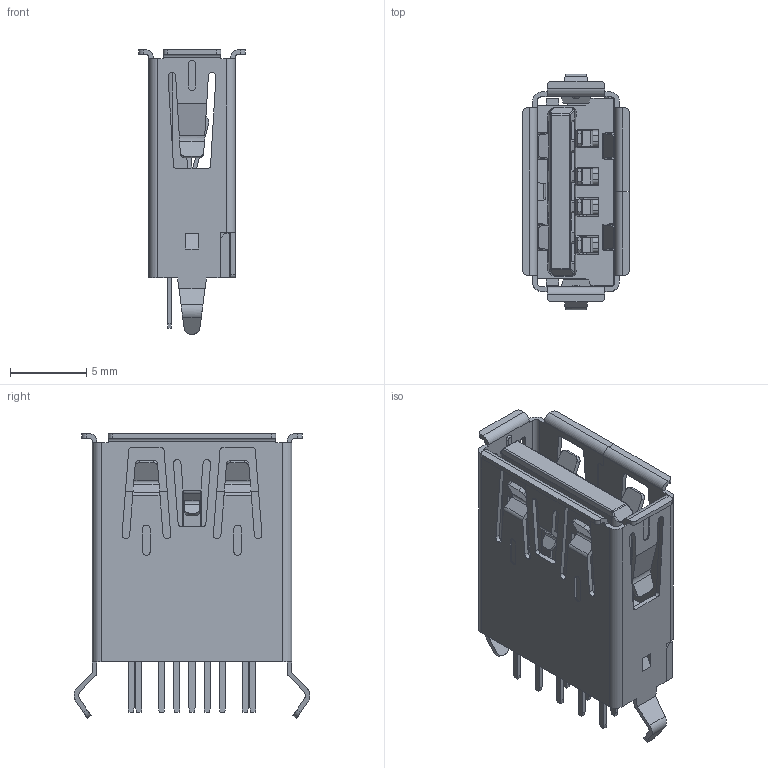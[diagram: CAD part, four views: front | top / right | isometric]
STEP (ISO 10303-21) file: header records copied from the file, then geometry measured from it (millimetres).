
FILE_DESCRIPTION (( 'STEP AP203' ), '1' );
FILE_NAME ('54-00008_revA.STEP', '2016-06-17T23:18:11', ( 'Tensility' ), ( '' ), 'SwSTEP 2.0', 'SolidWorks 2015', '' );
FILE_SCHEMA (( 'CONFIG_CONTROL_DESIGN' ));
Length unit declared in the file: millimetre
Products named in the file (11): 54-00008 pin 2; 54-00008 insulator; 54-00008 pin 3; 54-00008 shell; 54-00008_revA; 54-00008 insulator 2; 54-00008 pin 5; 54-00008 pin 6; 54-00008 pin 7; 54-00008 pin 9; 54-00008 pin 8
Assembly tree (12 placements, depth 2):
  54-00008_revA
    54-00008 insulator
    54-00008 shell
    54-00008 insulator 2
    54-00008 pin 5
    54-00008 pin 6
    54-00008 pin 7
    54-00008 pin 9
    54-00008 pin 8
    54-00008 pin 2  x2
    54-00008 pin 3  x2
Bounding box: 7 x 15.5 x 18.7 mm (x, y, z)
Volume: 476.5 mm3; surface area: 2466 mm2
Topology: 21 solids, 21 shells, 1201 faces, 3388 edges, 2214 vertices
Faces by surface type: plane 831, cylinder 314, torus 26, sphere 18, bspline 12
Entity records: 36748 total; most frequent: CARTESIAN_POINT 7200, ORIENTED_EDGE 6172, DIRECTION 5603, EDGE_CURVE 3086, LINE 2453, VECTOR 2453, VERTEX_POINT 2018, AXIS2_PLACEMENT_3D 1575
